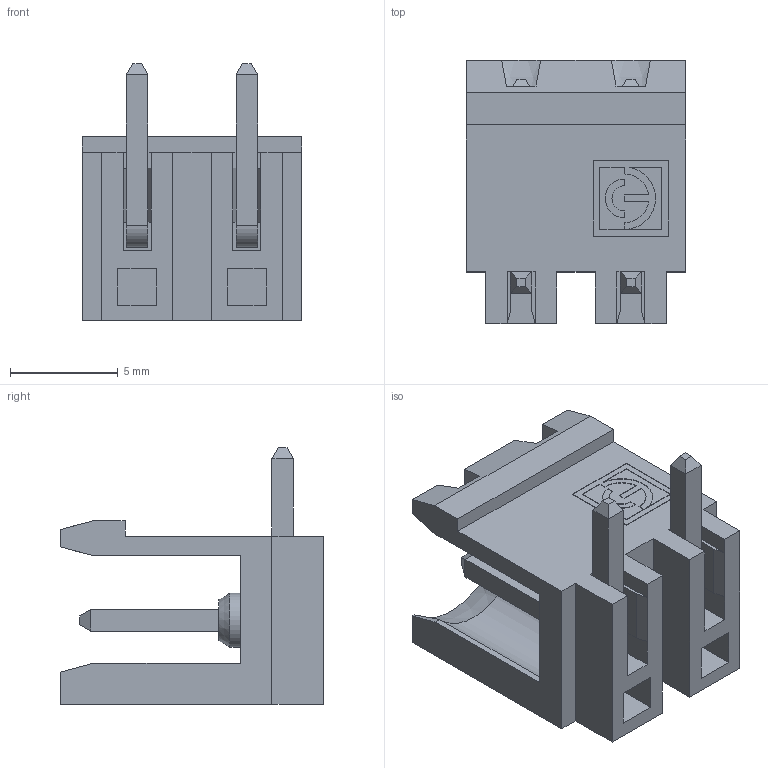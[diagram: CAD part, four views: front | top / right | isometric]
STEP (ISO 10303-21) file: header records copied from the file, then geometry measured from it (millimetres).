
FILE_DESCRIPTION(('STEP AP214'),'1');
FILE_NAME('PV02-5,08-HR.stp','2020-05-26T15:00:59',(' '),(' '),'Spatial InterOp 3D',' ',' ');
FILE_SCHEMA(('automotive_design'));
Length unit declared in the file: metre
Products named in the file (1): 1
Bounding box: 10.16 x 12.2 x 11.9 mm (x, y, z)
Volume: 428.4 mm3; surface area: 887.4 mm2
Topology: 1 solids, 1 shells, 159 faces, 401 edges, 254 vertices
Faces by surface type: plane 142, cylinder 12, cone 4, extrusion 1
Full cylindrical faces by diameter (mm): 2.5 x2
Entity records: 5909 total; most frequent: CARTESIAN_POINT 837, ORIENTED_EDGE 790, DIRECTION 736, EDGE_CURVE 395, VECTOR 362, LINE 361, VERTEX_POINT 252, AXIS2_PLACEMENT_3D 187
